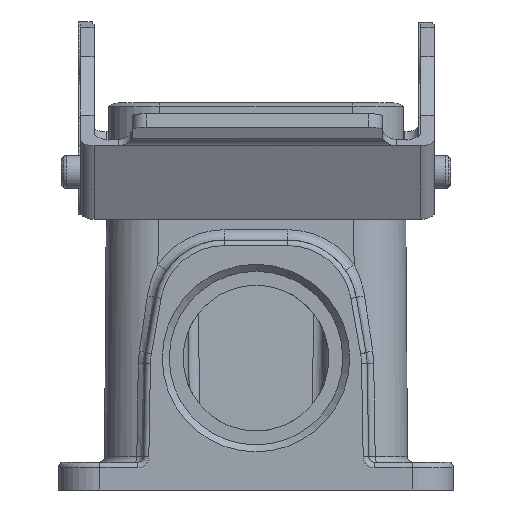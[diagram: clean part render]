
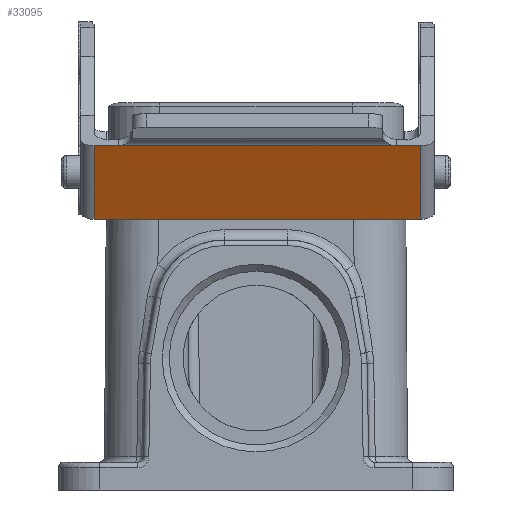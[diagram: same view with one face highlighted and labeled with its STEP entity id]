
A CAD part, left-side view. The second image highlights one B-rep face of the part: STEP entity #33095.
In plain terms, the highlighted face is planar.
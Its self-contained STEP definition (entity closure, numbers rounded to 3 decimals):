
#32953=CARTESIAN_POINT('',(27.125,6.684,-47.));
#32954=VERTEX_POINT('',#32953);
#32972=CARTESIAN_POINT('',(27.125,18.684,-47.));
#32973=VERTEX_POINT('',#32972);
#32981=CARTESIAN_POINT('',(27.125,18.684,-47.));
#32982=DIRECTION('',(0.0,-1.0,0.0));
#32983=VECTOR('',#32982,12.);
#32984=LINE('',#32981,#32983);
#32985=EDGE_CURVE('',#32973,#32954,#32984,.T.);
#32996=CARTESIAN_POINT('',(27.125,6.684,0.0));
#32997=VERTEX_POINT('',#32996);
#32998=CARTESIAN_POINT('',(27.125,6.684,-47.));
#32999=DIRECTION('',(0.0,0.0,1.0));
#33000=VECTOR('',#32999,47.);
#33001=LINE('',#32998,#33000);
#33002=EDGE_CURVE('',#32954,#32997,#33001,.T.);
#33056=CARTESIAN_POINT('',(27.125,12.684,-23.5));
#33057=DIRECTION('',(1.0,0.0,0.0));
#33058=DIRECTION('',(0.0,0.0,-1.0));
#33059=AXIS2_PLACEMENT_3D('',#33056,#33057,#33058);
#33060=PLANE('',#33059);
#33061=ORIENTED_EDGE('',*,*,#32985,.F.);
#33062=CARTESIAN_POINT('',(27.125,18.684,-43.5));
#33063=VERTEX_POINT('',#33062);
#33064=CARTESIAN_POINT('',(27.125,18.684,-43.5));
#33065=DIRECTION('',(0.0,0.0,-1.0));
#33066=VECTOR('',#33065,3.5);
#33067=LINE('',#33064,#33066);
#33068=EDGE_CURVE('',#33063,#32973,#33067,.T.);
#33069=ORIENTED_EDGE('',*,*,#33068,.F.);
#33070=CARTESIAN_POINT('',(27.125,18.684,-3.5));
#33071=VERTEX_POINT('',#33070);
#33072=CARTESIAN_POINT('',(27.125,18.684,-3.5));
#33073=DIRECTION('',(0.0,0.0,-1.0));
#33074=VECTOR('',#33073,40.);
#33075=LINE('',#33072,#33074);
#33076=EDGE_CURVE('',#33071,#33063,#33075,.T.);
#33077=ORIENTED_EDGE('',*,*,#33076,.F.);
#33078=CARTESIAN_POINT('',(27.125,18.684,0.0));
#33079=VERTEX_POINT('',#33078);
#33080=CARTESIAN_POINT('',(27.125,18.684,0.0));
#33081=DIRECTION('',(0.0,0.0,-1.0));
#33082=VECTOR('',#33081,3.5);
#33083=LINE('',#33080,#33082);
#33084=EDGE_CURVE('',#33079,#33071,#33083,.T.);
#33085=ORIENTED_EDGE('',*,*,#33084,.F.);
#33086=CARTESIAN_POINT('',(27.125,6.684,0.0));
#33087=DIRECTION('',(0.0,1.0,0.0));
#33088=VECTOR('',#33087,12.);
#33089=LINE('',#33086,#33088);
#33090=EDGE_CURVE('',#32997,#33079,#33089,.T.);
#33091=ORIENTED_EDGE('',*,*,#33090,.F.);
#33092=ORIENTED_EDGE('',*,*,#33002,.F.);
#33093=EDGE_LOOP('',(#33061,#33069,#33077,#33085,#33091,#33092));
#33094=FACE_OUTER_BOUND('',#33093,.T.);
#33095=ADVANCED_FACE('',(#33094),#33060,.T.);
